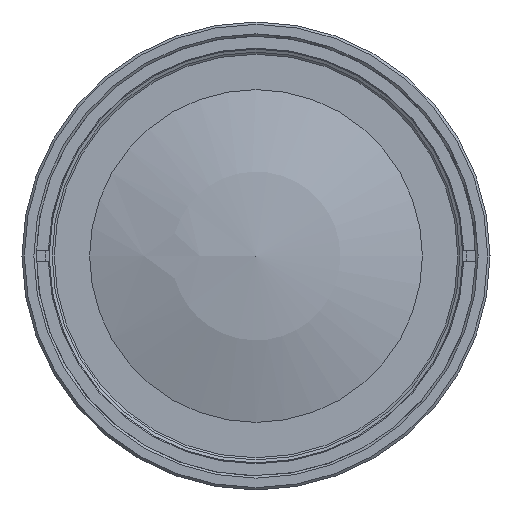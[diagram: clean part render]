
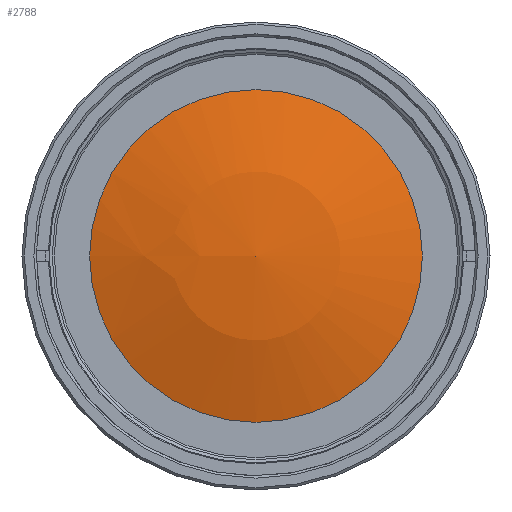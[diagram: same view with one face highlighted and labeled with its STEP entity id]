
A CAD part, left-side view. The second image highlights one B-rep face of the part: STEP entity #2788.
In plain terms, the highlighted spherical face has radius 108.972 mm.
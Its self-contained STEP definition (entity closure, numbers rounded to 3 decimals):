
#1326=SPHERICAL_SURFACE('',#18156,108.972);
#1891=FACE_OUTER_BOUND('',#4232,.T.);
#2788=ADVANCED_FACE('',(#1891),#1326,.T.);
#4232=EDGE_LOOP('',(#5452));
#5452=ORIENTED_EDGE('',*,*,#12254,.T.);
#10501=VERTEX_POINT('',#24017);
#12254=EDGE_CURVE('',#10501,#10501,#14775,.T.);
#14775=CIRCLE('',#18155,34.949);
#18155=AXIS2_PLACEMENT_3D('',#24016,#19739,#19740);
#18156=AXIS2_PLACEMENT_3D('',#24018,#19741,#19742);
#19739=DIRECTION('',(-1.,0.,0.));
#19740=DIRECTION('',(0.,0.,1.));
#19741=DIRECTION('',(-1.,0.,0.));
#19742=DIRECTION('',(0.,1.,0.));
#24016=CARTESIAN_POINT('',(-94.,0.,0.));
#24017=CARTESIAN_POINT('',(-94.,0.,34.949));
#24018=CARTESIAN_POINT('',(9.216,0.,0.));
